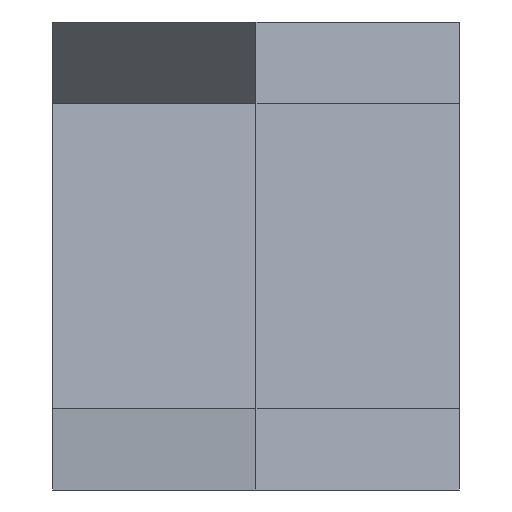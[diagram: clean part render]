
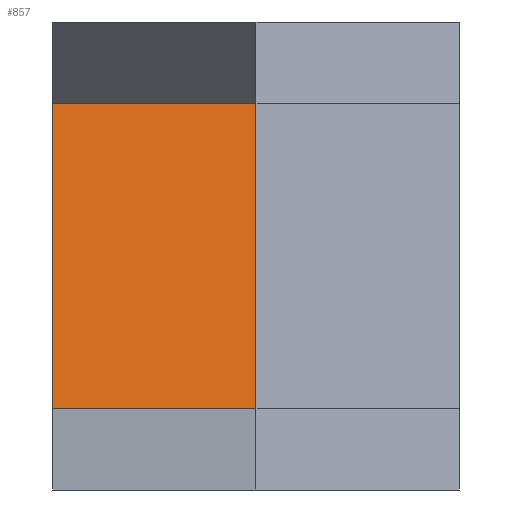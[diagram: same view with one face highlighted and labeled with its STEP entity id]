
A CAD part, left-side view. The second image highlights one B-rep face of the part: STEP entity #857.
In plain terms, the highlighted planar face has unit normal (-0.963, -0.27, 0).
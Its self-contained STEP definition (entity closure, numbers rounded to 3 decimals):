
#57 = VERTEX_POINT('',#58);
#58 = CARTESIAN_POINT('',(1.41,1.,0.4));
#72 = PLANE('',#73);
#73 = AXIS2_PLACEMENT_3D('',#74,#75,#76);
#74 = CARTESIAN_POINT('',(0.08,0.485,0.4));
#75 = DIRECTION('',(-0.,-0.,-1.));
#76 = DIRECTION('',(-1.,0.,0.));
#100 = PLANE('',#101);
#101 = AXIS2_PLACEMENT_3D('',#102,#103,#104);
#102 = CARTESIAN_POINT('',(1.41,1.,0.4));
#103 = DIRECTION('',(0.,1.,0.));
#104 = DIRECTION('',(1.,0.,0.));
#383 = EDGE_CURVE('',#384,#57,#386,.T.);
#384 = VERTEX_POINT('',#385);
#385 = CARTESIAN_POINT('',(1.69,0.,0.4));
#386 = SURFACE_CURVE('',#387,(#391,#398),.PCURVE_S1.);
#387 = LINE('',#388,#389);
#388 = CARTESIAN_POINT('',(1.69,0.,0.4));
#389 = VECTOR('',#390,1.);
#390 = DIRECTION('',(-0.27,0.963,0.));
#391 = PCURVE('',#72,#392);
#392 = DEFINITIONAL_REPRESENTATION('',(#393),#397);
#393 = LINE('',#394,#395);
#394 = CARTESIAN_POINT('',(-1.61,-0.485));
#395 = VECTOR('',#396,1.);
#396 = DIRECTION('',(0.27,0.963));
#397 = ( GEOMETRIC_REPRESENTATION_CONTEXT(2) 
PARAMETRIC_REPRESENTATION_CONTEXT() REPRESENTATION_CONTEXT('2D SPACE',''
  ) );
#398 = PCURVE('',#399,#404);
#399 = PLANE('',#400);
#400 = AXIS2_PLACEMENT_3D('',#401,#402,#403);
#401 = CARTESIAN_POINT('',(1.69,0.,0.4));
#402 = DIRECTION('',(-0.963,-0.27,0.));
#403 = DIRECTION('',(-0.27,0.963,0.));
#404 = DEFINITIONAL_REPRESENTATION('',(#405),#409);
#405 = LINE('',#406,#407);
#406 = CARTESIAN_POINT('',(0.,0.));
#407 = VECTOR('',#408,1.);
#408 = DIRECTION('',(1.,0.));
#409 = ( GEOMETRIC_REPRESENTATION_CONTEXT(2) 
PARAMETRIC_REPRESENTATION_CONTEXT() REPRESENTATION_CONTEXT('2D SPACE',''
  ) );
#440 = EDGE_CURVE('',#57,#441,#443,.T.);
#441 = VERTEX_POINT('',#442);
#442 = CARTESIAN_POINT('',(1.41,1.,1.9));
#443 = SURFACE_CURVE('',#444,(#448,#455),.PCURVE_S1.);
#444 = LINE('',#445,#446);
#445 = CARTESIAN_POINT('',(1.41,1.,0.4));
#446 = VECTOR('',#447,1.);
#447 = DIRECTION('',(0.,0.,1.));
#448 = PCURVE('',#100,#449);
#449 = DEFINITIONAL_REPRESENTATION('',(#450),#454);
#450 = LINE('',#451,#452);
#451 = CARTESIAN_POINT('',(0.,0.));
#452 = VECTOR('',#453,1.);
#453 = DIRECTION('',(0.,-1.));
#454 = ( GEOMETRIC_REPRESENTATION_CONTEXT(2) 
PARAMETRIC_REPRESENTATION_CONTEXT() REPRESENTATION_CONTEXT('2D SPACE',''
  ) );
#455 = PCURVE('',#399,#456);
#456 = DEFINITIONAL_REPRESENTATION('',(#457),#461);
#457 = LINE('',#458,#459);
#458 = CARTESIAN_POINT('',(1.038,0.));
#459 = VECTOR('',#460,1.);
#460 = DIRECTION('',(0.,-1.));
#461 = ( GEOMETRIC_REPRESENTATION_CONTEXT(2) 
PARAMETRIC_REPRESENTATION_CONTEXT() REPRESENTATION_CONTEXT('2D SPACE',''
  ) );
#613 = PLANE('',#614);
#614 = AXIS2_PLACEMENT_3D('',#615,#616,#617);
#615 = CARTESIAN_POINT('',(1.97,0.,0.4));
#616 = DIRECTION('',(0.,-1.,0.));
#617 = DIRECTION('',(-1.,0.,0.));
#857 = ADVANCED_FACE('',(#858),#399,.T.);
#858 = FACE_BOUND('',#859,.T.);
#859 = EDGE_LOOP('',(#860,#883,#909,#910));
#860 = ORIENTED_EDGE('',*,*,#861,.T.);
#861 = EDGE_CURVE('',#384,#862,#864,.T.);
#862 = VERTEX_POINT('',#863);
#863 = CARTESIAN_POINT('',(1.69,0.,1.9));
#864 = SURFACE_CURVE('',#865,(#869,#876),.PCURVE_S1.);
#865 = LINE('',#866,#867);
#866 = CARTESIAN_POINT('',(1.69,0.,0.4));
#867 = VECTOR('',#868,1.);
#868 = DIRECTION('',(0.,0.,1.));
#869 = PCURVE('',#399,#870);
#870 = DEFINITIONAL_REPRESENTATION('',(#871),#875);
#871 = LINE('',#872,#873);
#872 = CARTESIAN_POINT('',(0.,0.));
#873 = VECTOR('',#874,1.);
#874 = DIRECTION('',(0.,-1.));
#875 = ( GEOMETRIC_REPRESENTATION_CONTEXT(2) 
PARAMETRIC_REPRESENTATION_CONTEXT() REPRESENTATION_CONTEXT('2D SPACE',''
  ) );
#876 = PCURVE('',#613,#877);
#877 = DEFINITIONAL_REPRESENTATION('',(#878),#882);
#878 = LINE('',#879,#880);
#879 = CARTESIAN_POINT('',(0.28,0.));
#880 = VECTOR('',#881,1.);
#881 = DIRECTION('',(0.,-1.));
#882 = ( GEOMETRIC_REPRESENTATION_CONTEXT(2) 
PARAMETRIC_REPRESENTATION_CONTEXT() REPRESENTATION_CONTEXT('2D SPACE',''
  ) );
#883 = ORIENTED_EDGE('',*,*,#884,.T.);
#884 = EDGE_CURVE('',#862,#441,#885,.T.);
#885 = SURFACE_CURVE('',#886,(#890,#897),.PCURVE_S1.);
#886 = LINE('',#887,#888);
#887 = CARTESIAN_POINT('',(1.69,0.,1.9));
#888 = VECTOR('',#889,1.);
#889 = DIRECTION('',(-0.27,0.963,0.));
#890 = PCURVE('',#399,#891);
#891 = DEFINITIONAL_REPRESENTATION('',(#892),#896);
#892 = LINE('',#893,#894);
#893 = CARTESIAN_POINT('',(0.,-1.5));
#894 = VECTOR('',#895,1.);
#895 = DIRECTION('',(1.,0.));
#896 = ( GEOMETRIC_REPRESENTATION_CONTEXT(2) 
PARAMETRIC_REPRESENTATION_CONTEXT() REPRESENTATION_CONTEXT('2D SPACE',''
  ) );
#897 = PCURVE('',#898,#903);
#898 = PLANE('',#899);
#899 = AXIS2_PLACEMENT_3D('',#900,#901,#902);
#900 = CARTESIAN_POINT('',(0.,0.,1.9));
#901 = DIRECTION('',(-0.,-0.,-1.));
#902 = DIRECTION('',(0.,-1.,0.));
#903 = DEFINITIONAL_REPRESENTATION('',(#904),#908);
#904 = LINE('',#905,#906);
#905 = CARTESIAN_POINT('',(0.,-1.69));
#906 = VECTOR('',#907,1.);
#907 = DIRECTION('',(-0.963,0.27));
#908 = ( GEOMETRIC_REPRESENTATION_CONTEXT(2) 
PARAMETRIC_REPRESENTATION_CONTEXT() REPRESENTATION_CONTEXT('2D SPACE',''
  ) );
#909 = ORIENTED_EDGE('',*,*,#440,.F.);
#910 = ORIENTED_EDGE('',*,*,#383,.F.);
